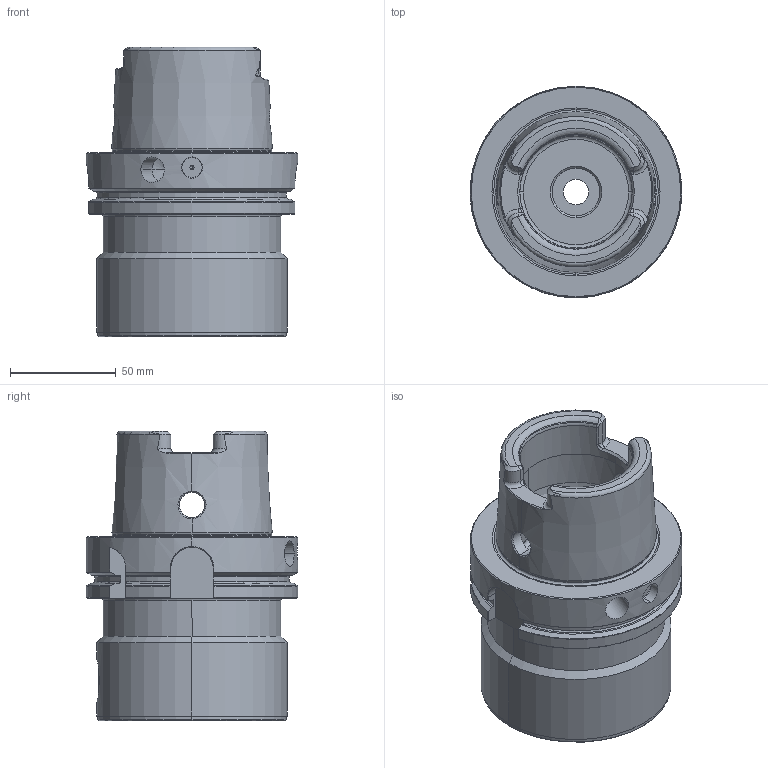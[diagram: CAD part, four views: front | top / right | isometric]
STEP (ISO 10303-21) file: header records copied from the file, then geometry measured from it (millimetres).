
FILE_DESCRIPTION(('no description'),'unknown implementation level');
FILE_NAME('04354680-1066-4F95-A229-ABADCD5995E0_export.stp',' ',('CIMSOURCE GmbH'),('CADClick - KiM GmbH - www.kimweb.de'),'unknown preprocess','ACIS','unknown authorization');
FILE_SCHEMA(('automotive_design'));
Length unit declared in the file: millimetre
Products named in the file (2): 324.571 Kaiser HSK-A100 X CK7 X 170|690.437 Kaiser ETL M20 X 29 CK7_Standard;NONE; 324.571 Kaiser HSK-A100 X CK7 X 170|324.571 Kaiser HSK-A100 X CK7 X 170_Fertigbearbeitung;NONE
Bounding box: 99.93 x 99.93 x 136.9 mm (x, y, z)
Volume: 511655.6 mm3; surface area: 78111.4 mm2
Topology: 2 solids, 2 shells, 284 faces, 733 edges, 451 vertices
Faces by surface type: cone 91, plane 77, cylinder 66, torus 34, bspline 16
Entity records: 19873 total; most frequent: CARTESIAN_POINT 5067, STYLED_ITEM 1464, PRESENTATION_STYLE_ASSIGNMENT 1464, COLOUR_RGB 1464, ORIENTED_EDGE 1454, DIRECTION 1330, EDGE_CURVE 727, CURVE_STYLE 727
